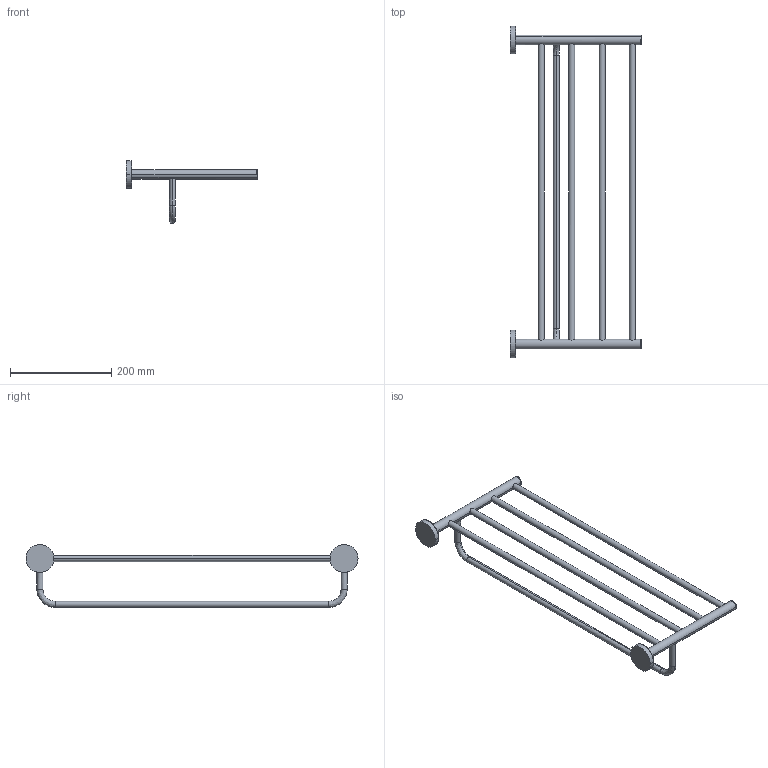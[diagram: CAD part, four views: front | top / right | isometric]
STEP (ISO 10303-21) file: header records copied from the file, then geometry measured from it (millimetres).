
FILE_DESCRIPTION(('CAx-IF Rec.Pracs.---Model Styling and Organization---1.2---2011-12-15','CAx-IF Rec.Pracs.---Geometric and Assembly Validation Properties---4.1---2014-06-16','CAx-IF Rec.Pracs.---PMI Polyline Presentation---2.0---2013-05-24'),'2;1');
FILE_NAME('1000120054_PPA_000.stp','2017-10-23T13:39:20+02:00',(''),(''),'STEP Interface 4.1 by CT CoreTechnologie','3D_Evolution4.1 by CT CoreTechnologie','');
FILE_SCHEMA(('AP203_CONFIGURATION_CONTROLLED_3D_DESIGN_OF_MECHANICAL_PARTS_AND_ASSEMBLIES_MIM_LF'));
Length unit declared in the file: millimetre
Products named in the file (1): P_2 Logis E Handtuchablage m. Badetuchh. 1000120054_PPA_000_A0
Bounding box: 258.76 x 655 x 124 mm (x, y, z)
Volume: 536455.5 mm3; surface area: 157079.7 mm2
Topology: 1 solids, 1 shells, 223 faces, 597 edges, 384 vertices
Faces by surface type: bspline 94, plane 79, cylinder 50
Entity records: 11036 total; most frequent: CARTESIAN_POINT 3428, ORIENTED_EDGE 1194, DIRECTION 946, EDGE_CURVE 597, VERTEX_POINT 384, AXIS2_PLACEMENT_3D 320, VECTOR 306, LINE 306
